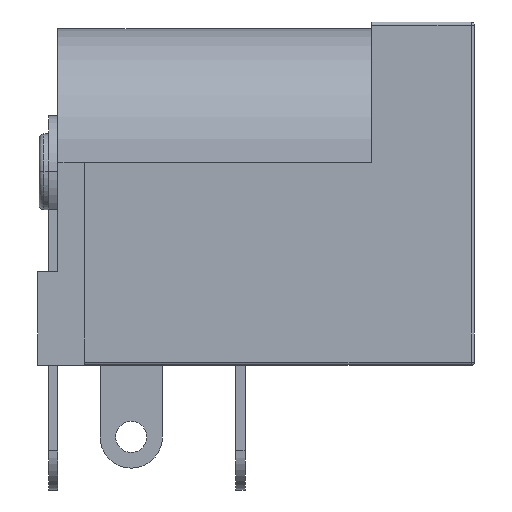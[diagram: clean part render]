
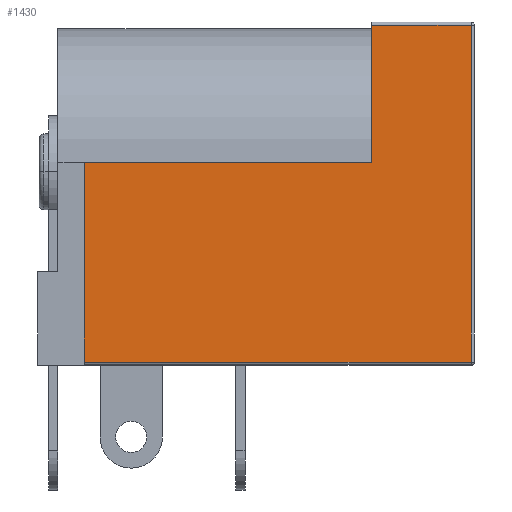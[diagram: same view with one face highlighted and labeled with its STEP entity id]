
A CAD part, left-side view. The second image highlights one B-rep face of the part: STEP entity #1430.
In plain terms, the highlighted planar face has unit normal (-1, 0, 0).
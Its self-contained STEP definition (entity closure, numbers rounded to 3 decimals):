
#298 = CARTESIAN_POINT ( 'NONE',  ( -4.65, -6.9, 10.9 ) ) ;
#585 = AXIS2_PLACEMENT_3D ( 'NONE', #7254, #11232, #17046 ) ;
#1430 = ADVANCED_FACE ( 'NONE', ( #10143 ), #5439, .F. ) ;
#1463 = CARTESIAN_POINT ( 'NONE',  ( -4.65, -6.9, 11. ) ) ;
#1539 = EDGE_CURVE ( 'NONE', #18777, #1672, #12542, .T. ) ;
#1672 = VERTEX_POINT ( 'NONE', #16315 ) ;
#2008 = VECTOR ( 'NONE', #16420, 1000. ) ;
#2174 = DIRECTION ( 'NONE',  ( 0., 0., -1. ) ) ;
#2204 = CARTESIAN_POINT ( 'NONE',  ( -4.65, -17.062, 6.5 ) ) ;
#2209 = ORIENTED_EDGE ( 'NONE', *, *, #1539, .T. ) ;
#2652 = CARTESIAN_POINT ( 'NONE',  ( -4.65, -3.7, 6.5 ) ) ;
#3192 = VECTOR ( 'NONE', #6684, 1000. ) ;
#3481 = ORIENTED_EDGE ( 'NONE', *, *, #14875, .T. ) ;
#3698 = CARTESIAN_POINT ( 'NONE',  ( -4.65, 5.5, 10. ) ) ;
#4352 = ORIENTED_EDGE ( 'NONE', *, *, #6397, .T. ) ;
#4521 = EDGE_LOOP ( 'NONE', ( #4352, #8332, #3481, #2209, #6971, #6690 ) ) ;
#4798 = CARTESIAN_POINT ( 'NONE',  ( -4.65, -3.7, 6.5 ) ) ;
#5218 = DIRECTION ( 'NONE',  ( 0., 1., 0. ) ) ;
#5271 = CARTESIAN_POINT ( 'NONE',  ( -4.65, -6.9, 0.1 ) ) ;
#5439 = PLANE ( 'NONE',  #585 ) ;
#5743 = CARTESIAN_POINT ( 'NONE',  ( -4.65, 7., 0.1 ) ) ;
#6397 = EDGE_CURVE ( 'NONE', #16069, #10663, #10921, .T. ) ;
#6684 = DIRECTION ( 'NONE',  ( 0., 1., 0. ) ) ;
#6690 = ORIENTED_EDGE ( 'NONE', *, *, #9387, .T. ) ;
#6854 = LINE ( 'NONE', #2652, #11182 ) ;
#6971 = ORIENTED_EDGE ( 'NONE', *, *, #17698, .T. ) ;
#7254 = CARTESIAN_POINT ( 'NONE',  ( -4.65, 7., 11. ) ) ;
#7298 = VECTOR ( 'NONE', #5218, 1000. ) ;
#8014 = CARTESIAN_POINT ( 'NONE',  ( -4.65, 5.5, 0.1 ) ) ;
#8140 = LINE ( 'NONE', #2204, #3192 ) ;
#8226 = VERTEX_POINT ( 'NONE', #5271 ) ;
#8332 = ORIENTED_EDGE ( 'NONE', *, *, #16564, .T. ) ;
#8424 = VECTOR ( 'NONE', #14606, 1000. ) ;
#9387 = EDGE_CURVE ( 'NONE', #13881, #16069, #8140, .T. ) ;
#10143 = FACE_OUTER_BOUND ( 'NONE', #4521, .T. ) ;
#10352 = VECTOR ( 'NONE', #2174, 1000. ) ;
#10577 = LINE ( 'NONE', #1463, #2008 ) ;
#10663 = VERTEX_POINT ( 'NONE', #8014 ) ;
#10921 = LINE ( 'NONE', #3698, #10352 ) ;
#11182 = VECTOR ( 'NONE', #11326, 1000. ) ;
#11232 = DIRECTION ( 'NONE',  ( 1., 0., 0. ) ) ;
#11326 = DIRECTION ( 'NONE',  ( 0., 0., -1. ) ) ;
#12542 = LINE ( 'NONE', #18387, #7298 ) ;
#13881 = VERTEX_POINT ( 'NONE', #4798 ) ;
#14606 = DIRECTION ( 'NONE',  ( 0., -1., 0. ) ) ;
#14875 = EDGE_CURVE ( 'NONE', #8226, #18777, #10577, .T. ) ;
#16043 = CARTESIAN_POINT ( 'NONE',  ( -4.65, 5.5, 6.5 ) ) ;
#16069 = VERTEX_POINT ( 'NONE', #16043 ) ;
#16315 = CARTESIAN_POINT ( 'NONE',  ( -4.65, -3.7, 10.9 ) ) ;
#16420 = DIRECTION ( 'NONE',  ( 0., 0., 1. ) ) ;
#16564 = EDGE_CURVE ( 'NONE', #10663, #8226, #17666, .T. ) ;
#17046 = DIRECTION ( 'NONE',  ( 0., 1., 0. ) ) ;
#17666 = LINE ( 'NONE', #5743, #8424 ) ;
#17698 = EDGE_CURVE ( 'NONE', #1672, #13881, #6854, .T. ) ;
#18387 = CARTESIAN_POINT ( 'NONE',  ( -4.65, -3.7, 10.9 ) ) ;
#18777 = VERTEX_POINT ( 'NONE', #298 ) ;
